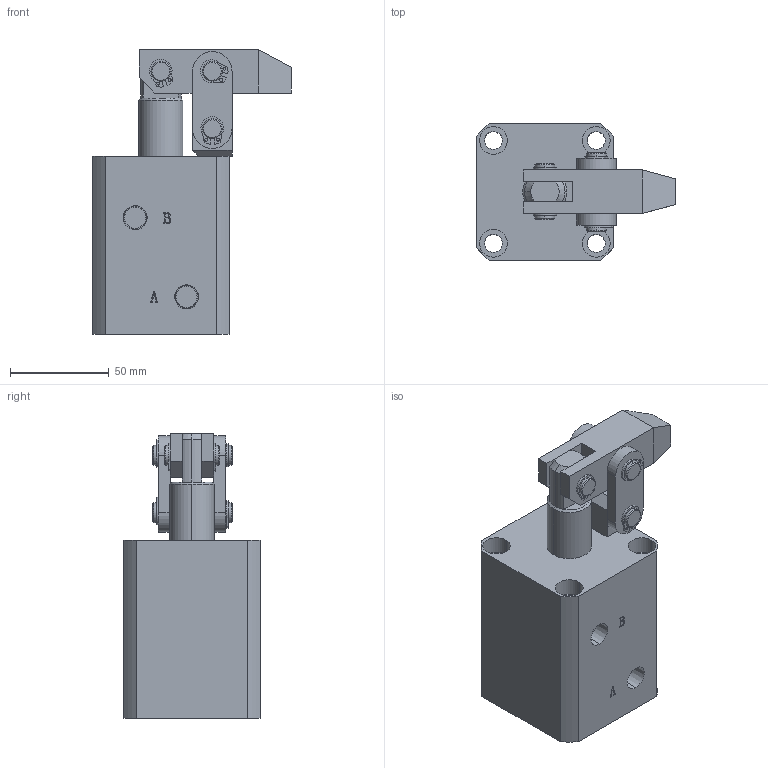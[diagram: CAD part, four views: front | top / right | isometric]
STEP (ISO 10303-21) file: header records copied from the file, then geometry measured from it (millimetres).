
FILE_DESCRIPTION (( 'STEP AP203' ), '1' );
FILE_NAME ('HLC-40.STEP', '2020-08-06T02:03:38', ( '微软用户' ), ( '微软中国' ), 'SwSTEP 2.0', 'SolidWorks 2012', '' );
FILE_SCHEMA (( 'CONFIG_CONTROL_DESIGN' ));
Length unit declared in the file: millimetre
Products named in the file (9): HLC-40揤旋; HLC-40酗种; circlips for shaft--type a large gb_GB_CONNECTING_PIECE_RING_RRA 10; HLC-40盓傅; HLC-40; HLC-40掛极; HLC-40傻种; HLC-40活塞杆; HLC-40蟀裝
Assembly tree (15 placements, depth 2):
  HLC-40
    HLC-40掛极
    HLC-40傻种
    HLC-40活塞杆
    HLC-40蟀裝  x2
    HLC-40揤旋
    HLC-40酗种  x2
    circlips for shaft--type a large gb_GB_CONNECTING_PIECE_RING_RRA 10  x6
    HLC-40盓傅
Bounding box: 100.5 x 69 x 144 mm (x, y, z)
Volume: 421840.3 mm3; surface area: 86022.7 mm2
Topology: 15 solids, 15 shells, 443 faces, 1098 edges, 722 vertices
Faces by surface type: plane 191, cylinder 189, bspline 32, cone 25, torus 6
Entity records: 11586 total; most frequent: CARTESIAN_POINT 3281, DIRECTION 1467, ORIENTED_EDGE 1466, EDGE_CURVE 733, AXIS2_PLACEMENT_3D 514, VERTEX_POINT 480, VECTOR 439, LINE 439
